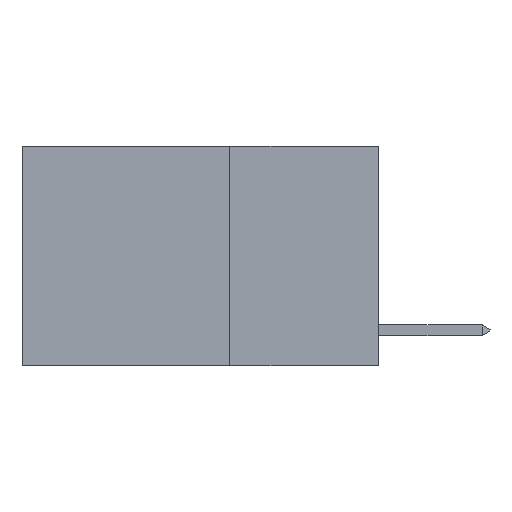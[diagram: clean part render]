
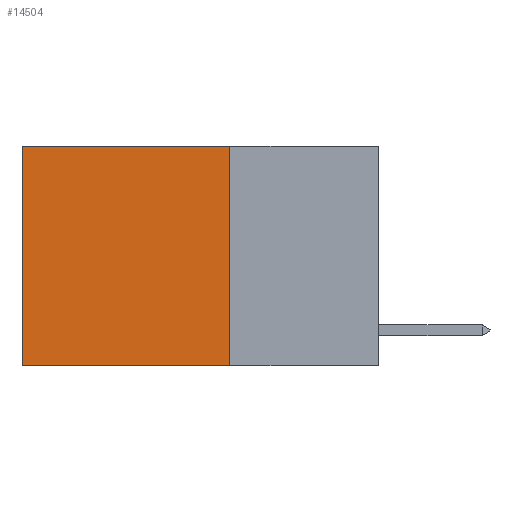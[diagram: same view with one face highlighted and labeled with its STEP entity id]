
A CAD part, left-side view. The second image highlights one B-rep face of the part: STEP entity #14504.
In plain terms, the highlighted planar face has unit normal (-1, 0, 0).
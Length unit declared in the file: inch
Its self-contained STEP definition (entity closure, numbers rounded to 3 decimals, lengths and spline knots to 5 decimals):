
#1302 = LINE ( 'NONE', #13573, #15841 ) ;
#1850 = VERTEX_POINT ( 'NONE', #3585 ) ;
#2270 = DIRECTION ( 'NONE',  ( 0., 1., 0. ) ) ;
#2645 = VERTEX_POINT ( 'NONE', #17173 ) ;
#2788 = EDGE_CURVE ( 'NONE', #9215, #2645, #1302, .T. ) ;
#2910 = ORIENTED_EDGE ( 'NONE', *, *, #2788, .T. ) ;
#3036 = LINE ( 'NONE', #10449, #11075 ) ;
#3239 = VERTEX_POINT ( 'NONE', #10710 ) ;
#3244 = CARTESIAN_POINT ( 'NONE',  ( 0.2625, 0.25, 0. ) ) ;
#3585 = CARTESIAN_POINT ( 'NONE',  ( 0.2625, 0.6, -0.37 ) ) ;
#3838 = EDGE_LOOP ( 'NONE', ( #4772, #4578, #5126, #2910 ) ) ;
#4224 = EDGE_CURVE ( 'NONE', #9215, #3239, #15111, .T. ) ;
#4578 = ORIENTED_EDGE ( 'NONE', *, *, #7755, .F. ) ;
#4772 = ORIENTED_EDGE ( 'NONE', *, *, #15900, .T. ) ;
#5126 = ORIENTED_EDGE ( 'NONE', *, *, #4224, .F. ) ;
#5786 = CARTESIAN_POINT ( 'NONE',  ( 0.2625, 0.25, 0. ) ) ;
#6382 = CARTESIAN_POINT ( 'NONE',  ( 0.2625, 0.25, -0.37 ) ) ;
#6441 = VECTOR ( 'NONE', #13959, 39.37008 ) ;
#6853 = DIRECTION ( 'NONE',  ( 0., 1., 0. ) ) ;
#7194 = PLANE ( 'NONE',  #12535 ) ;
#7755 = EDGE_CURVE ( 'NONE', #3239, #1850, #9821, .T. ) ;
#9215 = VERTEX_POINT ( 'NONE', #3244 ) ;
#9821 = LINE ( 'NONE', #6382, #15299 ) ;
#10449 = CARTESIAN_POINT ( 'NONE',  ( 0.2625, 0.6, 0. ) ) ;
#10710 = CARTESIAN_POINT ( 'NONE',  ( 0.2625, 0.25, -0.37 ) ) ;
#11075 = VECTOR ( 'NONE', #16949, 39.37008 ) ;
#11245 = DIRECTION ( 'NONE',  ( 0., 0., -1. ) ) ;
#12535 = AXIS2_PLACEMENT_3D ( 'NONE', #5786, #12618, #11245 ) ;
#12618 = DIRECTION ( 'NONE',  ( 1., 0., 0. ) ) ;
#13573 = CARTESIAN_POINT ( 'NONE',  ( 0.2625, 0.25, 0. ) ) ;
#13959 = DIRECTION ( 'NONE',  ( 0., 0., -1. ) ) ;
#14028 = CARTESIAN_POINT ( 'NONE',  ( 0.2625, 0.25, 0. ) ) ;
#14504 = ADVANCED_FACE ( 'NONE', ( #14924 ), #7194, .F. ) ;
#14924 = FACE_OUTER_BOUND ( 'NONE', #3838, .T. ) ;
#15111 = LINE ( 'NONE', #14028, #6441 ) ;
#15299 = VECTOR ( 'NONE', #2270, 39.37008 ) ;
#15841 = VECTOR ( 'NONE', #6853, 39.37008 ) ;
#15900 = EDGE_CURVE ( 'NONE', #2645, #1850, #3036, .T. ) ;
#16949 = DIRECTION ( 'NONE',  ( 0., 0., -1. ) ) ;
#17173 = CARTESIAN_POINT ( 'NONE',  ( 0.2625, 0.6, 0. ) ) ;
